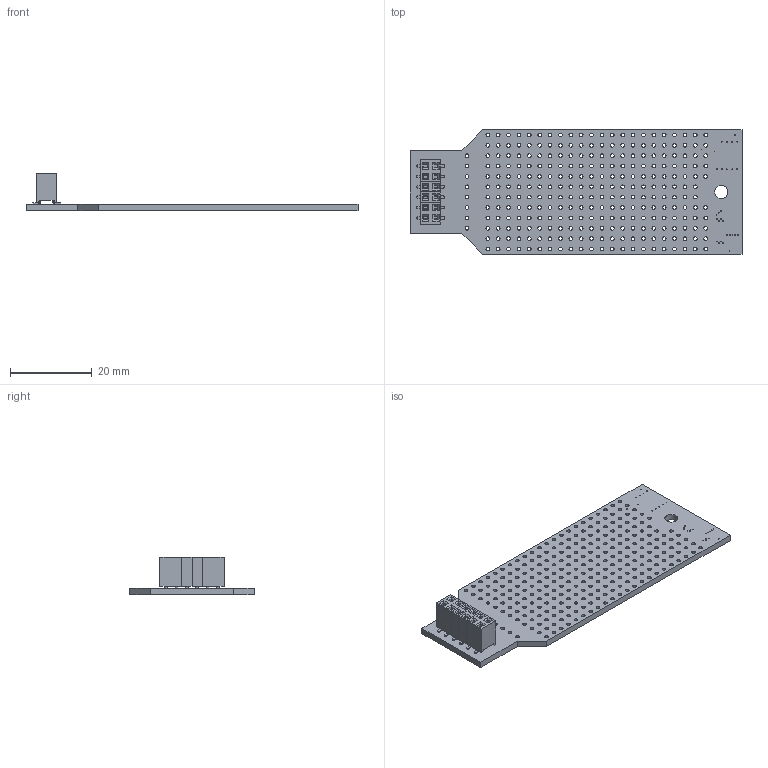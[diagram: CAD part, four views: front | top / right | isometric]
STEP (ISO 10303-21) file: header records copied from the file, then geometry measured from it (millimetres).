
FILE_DESCRIPTION(('for SolidWorks'),'2;1');
FILE_NAME('64005-RevA-P2-PrototypeBoard-Addon.step', '2022-09-13T15:50:01',('micha'),(''),'Open CASCADE STEP processor 6.6' ,'DipTrace','Unknown');
FILE_SCHEMA(('AUTOMOTIVE_DESIGN { 1 0 10303 214 1 1 1 1 }'));
Length unit declared in the file: millimetre
Products named in the file (3): PCB_64005-RevA-P2-PrototypeBoard-Addon; Board_64005-RevA-P2-PrototypeBoard-Addon; hdrf-2x6s_2.54x2.54_16x7
Assembly tree (2 placements, depth 2):
  PCB_64005-RevA-P2-PrototypeBoard-Addon
    Board_64005-RevA-P2-PrototypeBoard-Addon
    hdrf-2x6s_2.54x2.54_16x7
Bounding box: 81.28 x 30.48 x 9.12 mm (x, y, z)
Volume: 3391.3 mm3; surface area: 7175.1 mm2
Topology: 1 solids, 41 shells, 856 faces, 2238 edges, 1476 vertices
Faces by surface type: plane 494, cylinder 362
Full cylindrical faces by diameter (mm): 0.203 x29, 0.889 x282, 1.8 x2, 3.2 x1
Entity records: 31621 total; most frequent: DIRECTION 4680, CARTESIAN_POINT 4573, ORIENTED_EDGE 4476, EDGE_CURVE 2238, AXIS2_PLACEMENT_3D 1583, LINE 1514, VECTOR 1514, FACE_BOUND 1496
